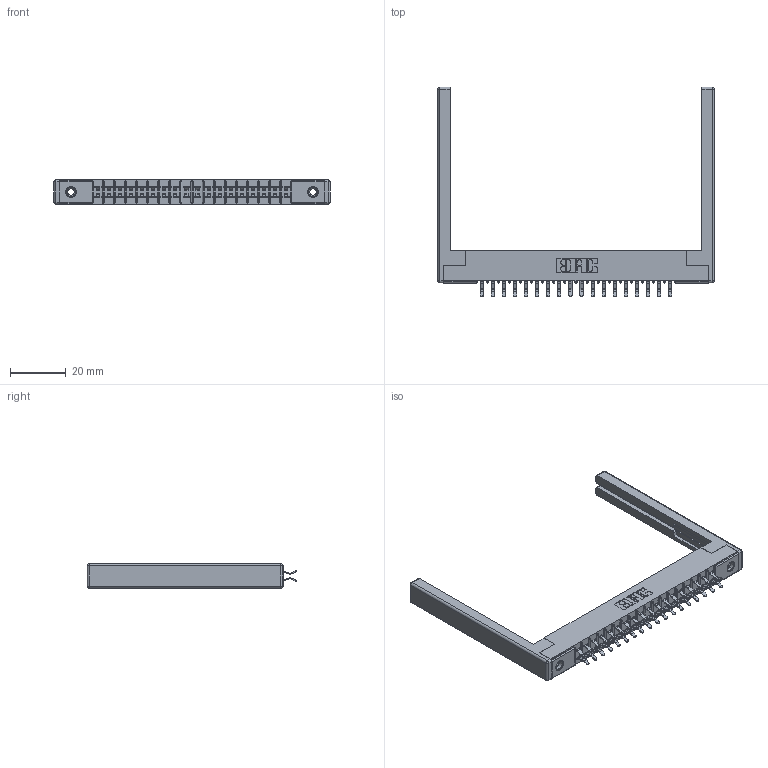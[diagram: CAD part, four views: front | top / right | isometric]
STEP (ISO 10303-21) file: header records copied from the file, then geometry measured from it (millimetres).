
FILE_DESCRIPTION (( 'STEP AP203' ), '1' );
FILE_NAME ('355-036-556-568.STEP', '2019-09-11T10:05:07', ( '' ), ( '' ), 'SwSTEP 2.0', 'SolidWorks 2016', '' );
FILE_SCHEMA (( 'CONFIG_CONTROL_DESIGN' ));
Length unit declared in the file: inch
Products named in the file (5): 305 Part_.156 Dia; 355-036-556-568; 307-220-068; 345-250-001_345-250-001-102; 305-290-001_556
Assembly tree (41 placements, depth 2):
  355-036-556-568
    305 Part_.156 Dia
    305-290-001_556  x36
    345-250-001_345-250-001-102  x2
    307-220-068  x2
Bounding box: 98.76 x 74.93 x 8.71 mm (x, y, z)
Volume: 10513.9 mm3; surface area: 15595.2 mm2
Topology: 41 solids, 41 shells, 2286 faces, 6520 edges, 4228 vertices
Faces by surface type: plane 1272, cylinder 918, sphere 80, cone 12, torus 4
Entity records: 25392 total; most frequent: CARTESIAN_POINT 4177, ORIENTED_EDGE 4134, DIRECTION 4083, EDGE_CURVE 2067, LINE 1631, VECTOR 1631, VERTEX_POINT 1320, AXIS2_PLACEMENT_3D 1226
